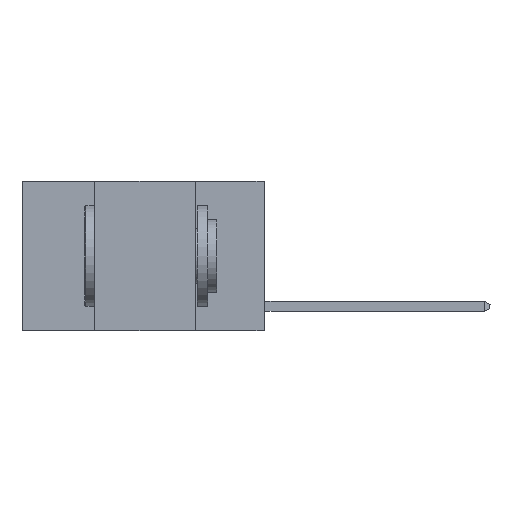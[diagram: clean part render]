
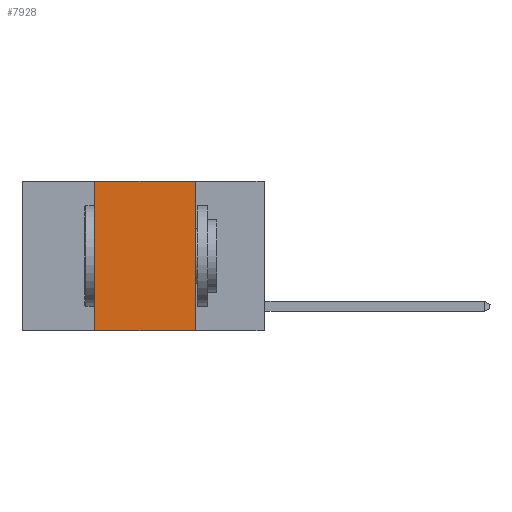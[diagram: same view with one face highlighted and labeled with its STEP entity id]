
A CAD part, left-side view. The second image highlights one B-rep face of the part: STEP entity #7928.
In plain terms, the highlighted planar face has unit normal (-1, 0, 0).
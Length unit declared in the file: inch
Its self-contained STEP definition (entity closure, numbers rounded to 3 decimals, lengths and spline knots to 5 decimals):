
#150 = LINE ( 'NONE', #14481, #24068 ) ;
#1705 = ORIENTED_EDGE ( 'NONE', *, *, #19796, .F. ) ;
#2508 = VERTEX_POINT ( 'NONE', #17554 ) ;
#3294 = CARTESIAN_POINT ( 'NONE',  ( 0., 0.42, -0.37 ) ) ;
#4970 = VECTOR ( 'NONE', #11263, 39.37008 ) ;
#5831 = LINE ( 'NONE', #11380, #15868 ) ;
#6319 = AXIS2_PLACEMENT_3D ( 'NONE', #11195, #24249, #13056 ) ;
#6792 = CARTESIAN_POINT ( 'NONE',  ( 0., 0.17, 0. ) ) ;
#7753 = EDGE_CURVE ( 'NONE', #17894, #2508, #11700, .T. ) ;
#7928 = ADVANCED_FACE ( 'NONE', ( #11978 ), #12978, .F. ) ;
#8781 = DIRECTION ( 'NONE',  ( 0., -1., 0. ) ) ;
#10623 = ORIENTED_EDGE ( 'NONE', *, *, #7753, .F. ) ;
#10965 = VERTEX_POINT ( 'NONE', #3294 ) ;
#11195 = CARTESIAN_POINT ( 'NONE',  ( 0., 0.6, 0. ) ) ;
#11263 = DIRECTION ( 'NONE',  ( 0., -1., 0. ) ) ;
#11380 = CARTESIAN_POINT ( 'NONE',  ( 0., 0.42, 0. ) ) ;
#11700 = LINE ( 'NONE', #6792, #21685 ) ;
#11978 = FACE_OUTER_BOUND ( 'NONE', #14638, .T. ) ;
#12978 = PLANE ( 'NONE',  #6319 ) ;
#13056 = DIRECTION ( 'NONE',  ( 0., 0., -1. ) ) ;
#13552 = ORIENTED_EDGE ( 'NONE', *, *, #21012, .F. ) ;
#14447 = LINE ( 'NONE', #24321, #4970 ) ;
#14481 = CARTESIAN_POINT ( 'NONE',  ( 0., 0.6, -0.37 ) ) ;
#14637 = CARTESIAN_POINT ( 'NONE',  ( 0., 0.17, 0. ) ) ;
#14638 = EDGE_LOOP ( 'NONE', ( #10623, #1705, #13552, #19152 ) ) ;
#15868 = VECTOR ( 'NONE', #24432, 39.37008 ) ;
#17554 = CARTESIAN_POINT ( 'NONE',  ( 0., 0.17, -0.37 ) ) ;
#17894 = VERTEX_POINT ( 'NONE', #14637 ) ;
#18091 = DIRECTION ( 'NONE',  ( 0., 0., -1. ) ) ;
#19152 = ORIENTED_EDGE ( 'NONE', *, *, #19572, .T. ) ;
#19572 = EDGE_CURVE ( 'NONE', #10965, #2508, #150, .T. ) ;
#19796 = EDGE_CURVE ( 'NONE', #20881, #17894, #14447, .T. ) ;
#20333 = CARTESIAN_POINT ( 'NONE',  ( 0., 0.42, 0. ) ) ;
#20881 = VERTEX_POINT ( 'NONE', #20333 ) ;
#21012 = EDGE_CURVE ( 'NONE', #10965, #20881, #5831, .T. ) ;
#21685 = VECTOR ( 'NONE', #18091, 39.37008 ) ;
#24068 = VECTOR ( 'NONE', #8781, 39.37008 ) ;
#24249 = DIRECTION ( 'NONE',  ( 1., 0., 0. ) ) ;
#24321 = CARTESIAN_POINT ( 'NONE',  ( 0., 0.6, 0. ) ) ;
#24432 = DIRECTION ( 'NONE',  ( 0., 0., 1. ) ) ;
